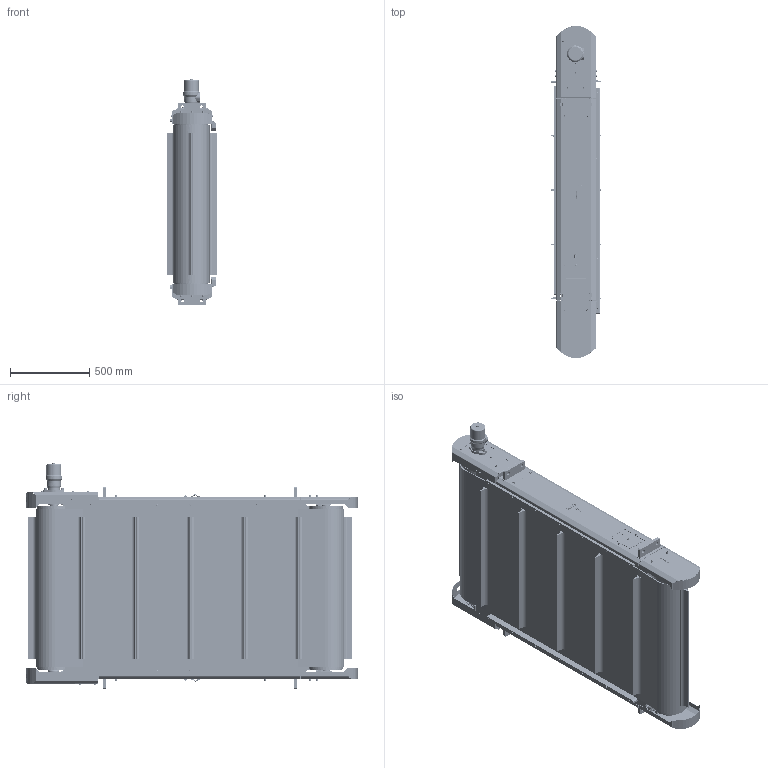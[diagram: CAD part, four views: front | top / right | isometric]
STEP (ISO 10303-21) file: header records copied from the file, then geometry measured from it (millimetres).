
FILE_DESCRIPTION(/* description */ (''),/* implementation_level */ '2;1');
FILE_NAME(/* name */ 'RONC120551.stp',/* time_stamp */ '2023-04-21T10:10:14+02:00',/* author */ ('PH'),/* organization */ (''),/* preprocessor_version */ 'ST-DEVELOPER v18.1',/* originating_system */ 'Autodesk Inventor 2021',/* authorisation */ '');
FILE_SCHEMA (('AUTOMOTIVE_DESIGN { 1 0 10303 214 3 1 1 }'));
Products named in the file (1): RONC120551
Bounding box: 319.62 x 2097.3 x 1429.1 mm (x, y, z)
Volume: 78718665.5 mm3; surface area: 25913832.6 mm2
Topology: 24 solids, 24 shells, 6146 faces, 15906 edges, 10096 vertices
Faces by surface type: plane 3681, cylinder 1468, cone 634, bspline 220, torus 127, sphere 16
Full cylindrical faces by diameter (mm): 4 x4, 4.917 x3, 5 x2, 5.459 x4, 6 x75, 6.4 x4, 6.5 x10, 6.6 x14, 6.647 x9, 6.917 x4, 7 x32, 7.318 x2, 7.323 x15, 7.782 x2, 8 x61, 8.376 x1, 8.4 x26, 8.566 x4, 8.7 x4, 9 x20, 9.188 x7, 9.59 x4, 9.6 x4, 9.728 x2, 10 x42, 10.5 x5, 11 x15, 11.053 x2, 11.4 x15, 12 x18
Entity records: 198924 total; most frequent: CARTESIAN_POINT 43766, ORIENTED_EDGE 31630, DIRECTION 30266, EDGE_CURVE 15815, AXIS2_PLACEMENT_3D 10330, VERTEX_POINT 10108, LINE 9606, VECTOR 9606
